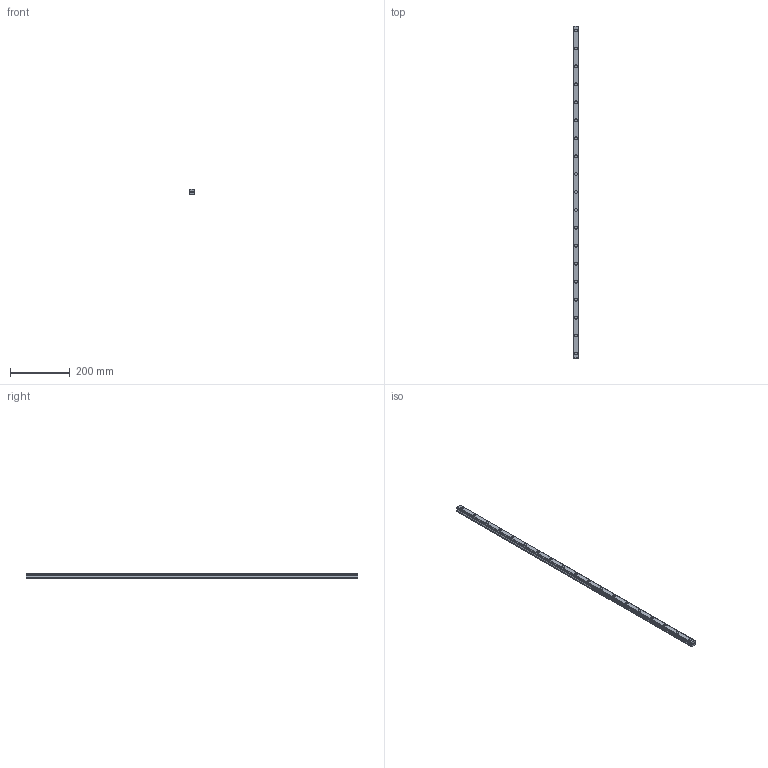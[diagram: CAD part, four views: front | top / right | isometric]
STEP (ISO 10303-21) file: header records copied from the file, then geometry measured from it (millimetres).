
FILE_DESCRIPTION(('STEP AP214'),'1');
FILE_NAME('cctmp_E23C85E9-AD71-4AA0-93F9-32C55D6B46FC_2020_5_18_13_46_45_363..stp','2020-05-18T11:46:45',('HIWIN GmbH'),('CADClick - www.CADClick.com'),'Spatial InterOp 3D',' ','unknown authorization');
FILE_SCHEMA(('AUTOMOTIVE_DESIGN'));
Length unit declared in the file: millimetre
Products named in the file (1): HGR20R1110H_FILE
Bounding box: 20 x 1110 x 17.5 mm (x, y, z)
Volume: 316940.8 mm3; surface area: 94742.1 mm2
Topology: 1 solids, 1 shells, 278 faces, 645 edges, 430 vertices
Faces by surface type: plane 142, cylinder 136
Entity records: 10249 total; most frequent: DIRECTION 1475, CARTESIAN_POINT 1354, ORIENTED_EDGE 1290, EDGE_CURVE 645, AXIS2_PLACEMENT_3D 551, VERTEX_POINT 430, LINE 373, VECTOR 373
